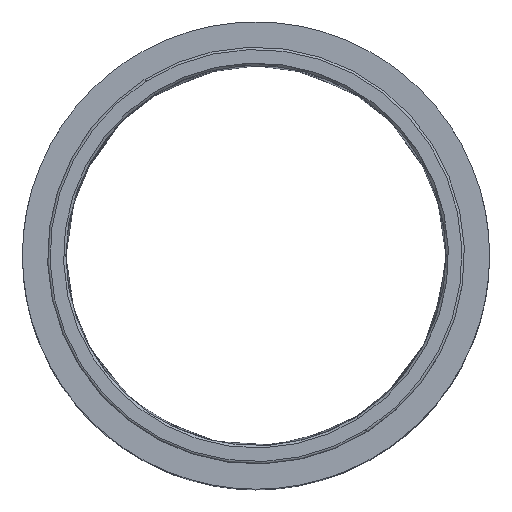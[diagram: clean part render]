
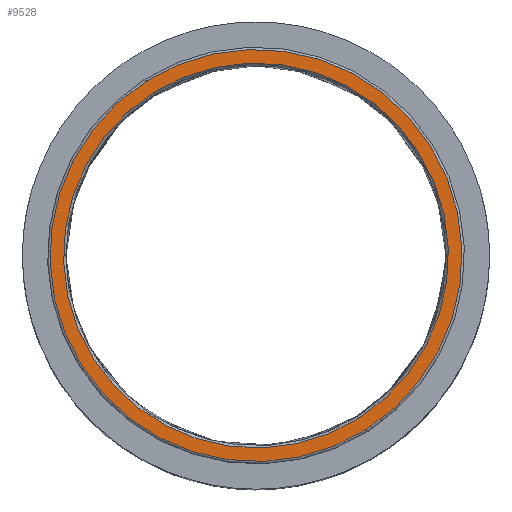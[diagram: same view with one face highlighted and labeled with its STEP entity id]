
A CAD part, top view. The second image highlights one B-rep face of the part: STEP entity #9528.
In plain terms, the highlighted planar face has unit normal (0, 0, 1).
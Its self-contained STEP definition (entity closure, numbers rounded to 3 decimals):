
#1780 = EDGE_CURVE ( 'NONE', #21089, #20479, #15970, .T. ) ;
#2511 = CARTESIAN_POINT ( 'NONE',  ( 0., 0., 2000. ) ) ;
#2774 = CIRCLE ( 'NONE', #14919, 810. ) ;
#2794 = AXIS2_PLACEMENT_3D ( 'NONE', #3525, #15936, #16164 ) ;
#3179 = CIRCLE ( 'NONE', #2794, 867.1 ) ;
#3521 = AXIS2_PLACEMENT_3D ( 'NONE', #21320, #7400, #6965 ) ;
#3525 = CARTESIAN_POINT ( 'NONE',  ( 0., 0., 2000. ) ) ;
#3547 = CARTESIAN_POINT ( 'NONE',  ( -431.346, 685.595, 2000. ) ) ;
#5395 = AXIS2_PLACEMENT_3D ( 'NONE', #5953, #7444, #7558 ) ;
#5639 = VERTEX_POINT ( 'NONE', #3547 ) ;
#5953 = CARTESIAN_POINT ( 'NONE',  ( 0., 0., 2000. ) ) ;
#6100 = VERTEX_POINT ( 'NONE', #13163 ) ;
#6965 = DIRECTION ( 'NONE',  ( 1., 0., 0. ) ) ;
#7003 = CARTESIAN_POINT ( 'NONE',  ( -461.753, 733.926, 2000. ) ) ;
#7357 = CARTESIAN_POINT ( 'NONE',  ( 0., 0., 2000. ) ) ;
#7400 = DIRECTION ( 'NONE',  ( 0., 0., 1. ) ) ;
#7444 = DIRECTION ( 'NONE',  ( 0., 0., -1. ) ) ;
#7476 = EDGE_LOOP ( 'NONE', ( #16431, #13568 ) ) ;
#7558 = DIRECTION ( 'NONE',  ( -0.533, 0.846, 0. ) ) ;
#9198 = DIRECTION ( 'NONE',  ( 0., 0., -1. ) ) ;
#9528 = ADVANCED_FACE ( 'NONE', ( #21210, #14312 ), #15817, .T. ) ;
#10118 = EDGE_CURVE ( 'NONE', #6100, #5639, #2774, .T. ) ;
#11145 = ORIENTED_EDGE ( 'NONE', *, *, #10118, .T. ) ;
#11937 = CARTESIAN_POINT ( 'NONE',  ( 461.753, -733.926, 2000. ) ) ;
#12981 = DIRECTION ( 'NONE',  ( 0., 0., -1. ) ) ;
#13078 = EDGE_LOOP ( 'NONE', ( #11145, #22151 ) ) ;
#13163 = CARTESIAN_POINT ( 'NONE',  ( 431.346, -685.595, 2000. ) ) ;
#13568 = ORIENTED_EDGE ( 'NONE', *, *, #1780, .F. ) ;
#14312 = FACE_OUTER_BOUND ( 'NONE', #7476, .T. ) ;
#14919 = AXIS2_PLACEMENT_3D ( 'NONE', #2511, #12981, #19998 ) ;
#15817 = PLANE ( 'NONE',  #3521 ) ;
#15936 = DIRECTION ( 'NONE',  ( 0., 0., -1. ) ) ;
#15970 = CIRCLE ( 'NONE', #18165, 867.1 ) ;
#16164 = DIRECTION ( 'NONE',  ( -0.533, 0.846, 0. ) ) ;
#16431 = ORIENTED_EDGE ( 'NONE', *, *, #18022, .F. ) ;
#18022 = EDGE_CURVE ( 'NONE', #20479, #21089, #3179, .T. ) ;
#18165 = AXIS2_PLACEMENT_3D ( 'NONE', #7357, #9198, #21275 ) ;
#19712 = CIRCLE ( 'NONE', #5395, 810. ) ;
#19998 = DIRECTION ( 'NONE',  ( -0.533, 0.846, 0. ) ) ;
#20479 = VERTEX_POINT ( 'NONE', #7003 ) ;
#21089 = VERTEX_POINT ( 'NONE', #11937 ) ;
#21210 = FACE_BOUND ( 'NONE', #13078, .T. ) ;
#21275 = DIRECTION ( 'NONE',  ( -0.533, 0.846, 0. ) ) ;
#21320 = CARTESIAN_POINT ( 'NONE',  ( 0., 0., 2000. ) ) ;
#22151 = ORIENTED_EDGE ( 'NONE', *, *, #22241, .T. ) ;
#22241 = EDGE_CURVE ( 'NONE', #5639, #6100, #19712, .T. ) ;
